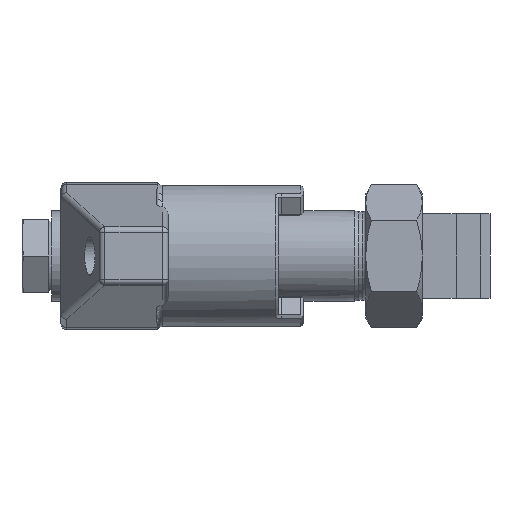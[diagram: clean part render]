
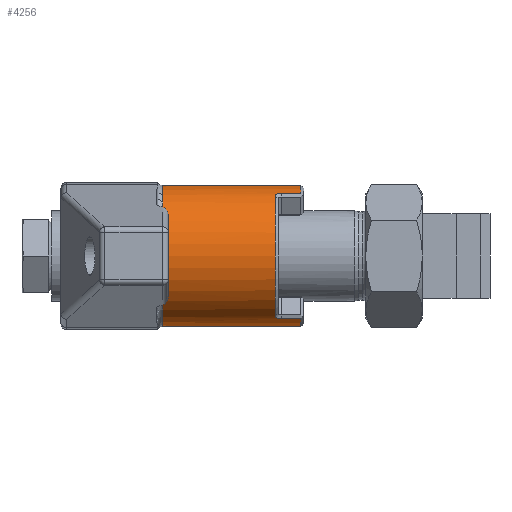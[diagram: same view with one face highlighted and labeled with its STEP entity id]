
A CAD part, left-side view. The second image highlights one B-rep face of the part: STEP entity #4256.
In plain terms, the highlighted cylindrical face has radius 12.5 mm (diameter 25 mm), a partial arc.
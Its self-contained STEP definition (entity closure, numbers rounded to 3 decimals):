
#96 = CARTESIAN_POINT ( 'NONE',  ( 0., 21., 12.5 ) ) ;
#123 = VECTOR ( 'NONE', #3143, 1000. ) ;
#189 = CARTESIAN_POINT ( 'NONE',  ( 0., 26., 0. ) ) ;
#312 = B_SPLINE_CURVE_WITH_KNOTS ( 'NONE', 3,
 ( #6039, #6585, #3788, #3236, #430, #314 ),
 .UNSPECIFIED., .F., .F.,
 ( 4, 2, 4 ),
 ( 0., 0.5, 1. ),
 .UNSPECIFIED. ) ;
#314 = CARTESIAN_POINT ( 'NONE',  ( -6.585, 26., -10.625 ) ) ;
#430 = CARTESIAN_POINT ( 'NONE',  ( -6.353, 26., -10.769 ) ) ;
#652 = AXIS2_PLACEMENT_3D ( 'NONE', #5389, #1462, #4882 ) ;
#716 = DIRECTION ( 'NONE',  ( 0., 0., -1. ) ) ;
#863 = CIRCLE ( 'NONE', #6158, 12.5 ) ;
#873 = CARTESIAN_POINT ( 'NONE',  ( -5.677, 21.5, -11.136 ) ) ;
#893 = CIRCLE ( 'NONE', #652, 12.5 ) ;
#896 = ORIENTED_EDGE ( 'NONE', *, *, #6265, .T. ) ;
#978 = CIRCLE ( 'NONE', #1319, 12.5 ) ;
#981 = CARTESIAN_POINT ( 'NONE',  ( -5.677, 25., 11.136 ) ) ;
#1135 = VERTEX_POINT ( 'NONE', #1244 ) ;
#1244 = CARTESIAN_POINT ( 'NONE',  ( 0., 21.5, -12.5 ) ) ;
#1319 = AXIS2_PLACEMENT_3D ( 'NONE', #2310, #2169, #2811 ) ;
#1335 = DIRECTION ( 'NONE',  ( 0., 0., -1. ) ) ;
#1338 = VECTOR ( 'NONE', #6387, 1000. ) ;
#1410 = CARTESIAN_POINT ( 'NONE',  ( -6.118, 25.893, 10.902 ) ) ;
#1462 = DIRECTION ( 'NONE',  ( 0., 1., 0. ) ) ;
#1643 = EDGE_CURVE ( 'NONE', #7096, #6287, #312, .T. ) ;
#1818 = CARTESIAN_POINT ( 'NONE',  ( 0., 46., 0. ) ) ;
#1885 = CARTESIAN_POINT ( 'NONE',  ( 0., 21., -12.5 ) ) ;
#1912 = ORIENTED_EDGE ( 'NONE', *, *, #3151, .T. ) ;
#2029 = CARTESIAN_POINT ( 'NONE',  ( 0., 46., 12.5 ) ) ;
#2169 = DIRECTION ( 'NONE',  ( 0., 1., 0. ) ) ;
#2310 = CARTESIAN_POINT ( 'NONE',  ( 0., 21.5, 0. ) ) ;
#2396 = AXIS2_PLACEMENT_3D ( 'NONE', #189, #2456, #1335 ) ;
#2456 = DIRECTION ( 'NONE',  ( 0., 1., 0. ) ) ;
#2798 = EDGE_LOOP ( 'NONE', ( #4379, #5130, #3852, #4995, #896, #7078, #4308, #5301, #1912, #5188 ) ) ;
#2811 = DIRECTION ( 'NONE',  ( 0., 0., -1. ) ) ;
#2996 = CARTESIAN_POINT ( 'NONE',  ( 0., 21., 0. ) ) ;
#3143 = DIRECTION ( 'NONE',  ( 0., -1., 0. ) ) ;
#3151 = EDGE_CURVE ( 'NONE', #3525, #6215, #5337, .T. ) ;
#3203 = CARTESIAN_POINT ( 'NONE',  ( -5.677, 25., 11.136 ) ) ;
#3236 = CARTESIAN_POINT ( 'NONE',  ( -6.118, 25.893, -10.902 ) ) ;
#3431 = LINE ( 'NONE', #96, #5694 ) ;
#3516 = CYLINDRICAL_SURFACE ( 'NONE', #4814, 12.5 ) ;
#3525 = VERTEX_POINT ( 'NONE', #3203 ) ;
#3676 = CARTESIAN_POINT ( 'NONE',  ( -5.777, 25.521, 11.087 ) ) ;
#3788 = CARTESIAN_POINT ( 'NONE',  ( -5.777, 25.521, -11.086 ) ) ;
#3821 = CARTESIAN_POINT ( 'NONE',  ( -6.585, 26., 10.625 ) ) ;
#3852 = ORIENTED_EDGE ( 'NONE', *, *, #4756, .T. ) ;
#4009 = CARTESIAN_POINT ( 'NONE',  ( -5.677, 25., -11.136 ) ) ;
#4053 = CARTESIAN_POINT ( 'NONE',  ( 0., 21.5, 12.5 ) ) ;
#4181 = DIRECTION ( 'NONE',  ( 0., -1., 0. ) ) ;
#4256 = ADVANCED_FACE ( 'NONE', ( #6938 ), #3516, .T. ) ;
#4308 = ORIENTED_EDGE ( 'NONE', *, *, #6128, .T. ) ;
#4321 = EDGE_CURVE ( 'NONE', #6215, #4673, #893, .T. ) ;
#4379 = ORIENTED_EDGE ( 'NONE', *, *, #6386, .F. ) ;
#4401 = CARTESIAN_POINT ( 'NONE',  ( -5.678, 25.263, 11.136 ) ) ;
#4404 = EDGE_CURVE ( 'NONE', #6244, #3525, #4816, .T. ) ;
#4493 = CARTESIAN_POINT ( 'NONE',  ( -5.677, 21., -11.136 ) ) ;
#4644 = DIRECTION ( 'NONE',  ( 0., -1., 0. ) ) ;
#4673 = VERTEX_POINT ( 'NONE', #4053 ) ;
#4756 = EDGE_CURVE ( 'NONE', #6157, #1135, #5299, .T. ) ;
#4768 = DIRECTION ( 'NONE',  ( 0., -1., 0. ) ) ;
#4814 = AXIS2_PLACEMENT_3D ( 'NONE', #2996, #4181, #6399 ) ;
#4816 = B_SPLINE_CURVE_WITH_KNOTS ( 'NONE', 3,
 ( #6468, #6511, #1410, #3676, #4401, #981 ),
 .UNSPECIFIED., .F., .F.,
 ( 4, 2, 4 ),
 ( 0., 0.5, 1. ),
 .UNSPECIFIED. ) ;
#4882 = DIRECTION ( 'NONE',  ( 0., 0., -1. ) ) ;
#4901 = VECTOR ( 'NONE', #5075, 1000. ) ;
#4995 = ORIENTED_EDGE ( 'NONE', *, *, #5992, .T. ) ;
#5075 = DIRECTION ( 'NONE',  ( 0., 1., 0. ) ) ;
#5130 = ORIENTED_EDGE ( 'NONE', *, *, #6075, .T. ) ;
#5188 = ORIENTED_EDGE ( 'NONE', *, *, #4321, .T. ) ;
#5299 = LINE ( 'NONE', #1885, #1338 ) ;
#5301 = ORIENTED_EDGE ( 'NONE', *, *, #4404, .T. ) ;
#5337 = LINE ( 'NONE', #7074, #123 ) ;
#5389 = CARTESIAN_POINT ( 'NONE',  ( 0., 21.5, 0. ) ) ;
#5481 = CARTESIAN_POINT ( 'NONE',  ( -5.677, 21.5, 11.136 ) ) ;
#5578 = CIRCLE ( 'NONE', #2396, 12.5 ) ;
#5648 = CARTESIAN_POINT ( 'NONE',  ( -6.585, 26., -10.625 ) ) ;
#5694 = VECTOR ( 'NONE', #4644, 1000. ) ;
#5814 = VERTEX_POINT ( 'NONE', #873 ) ;
#5992 = EDGE_CURVE ( 'NONE', #1135, #5814, #978, .T. ) ;
#6039 = CARTESIAN_POINT ( 'NONE',  ( -5.677, 25., -11.136 ) ) ;
#6075 = EDGE_CURVE ( 'NONE', #6769, #6157, #863, .T. ) ;
#6128 = EDGE_CURVE ( 'NONE', #6287, #6244, #5578, .T. ) ;
#6157 = VERTEX_POINT ( 'NONE', #6812 ) ;
#6158 = AXIS2_PLACEMENT_3D ( 'NONE', #1818, #4768, #716 ) ;
#6202 = LINE ( 'NONE', #4493, #4901 ) ;
#6215 = VERTEX_POINT ( 'NONE', #5481 ) ;
#6244 = VERTEX_POINT ( 'NONE', #3821 ) ;
#6265 = EDGE_CURVE ( 'NONE', #5814, #7096, #6202, .T. ) ;
#6287 = VERTEX_POINT ( 'NONE', #5648 ) ;
#6386 = EDGE_CURVE ( 'NONE', #6769, #4673, #3431, .T. ) ;
#6387 = DIRECTION ( 'NONE',  ( 0., -1., 0. ) ) ;
#6399 = DIRECTION ( 'NONE',  ( 0., 0., -1. ) ) ;
#6468 = CARTESIAN_POINT ( 'NONE',  ( -6.585, 26., 10.625 ) ) ;
#6511 = CARTESIAN_POINT ( 'NONE',  ( -6.351, 26., 10.77 ) ) ;
#6585 = CARTESIAN_POINT ( 'NONE',  ( -5.678, 25.264, -11.136 ) ) ;
#6769 = VERTEX_POINT ( 'NONE', #2029 ) ;
#6812 = CARTESIAN_POINT ( 'NONE',  ( 0., 46., -12.5 ) ) ;
#6938 = FACE_OUTER_BOUND ( 'NONE', #2798, .T. ) ;
#7074 = CARTESIAN_POINT ( 'NONE',  ( -5.677, 21., 11.136 ) ) ;
#7078 = ORIENTED_EDGE ( 'NONE', *, *, #1643, .T. ) ;
#7096 = VERTEX_POINT ( 'NONE', #4009 ) ;
